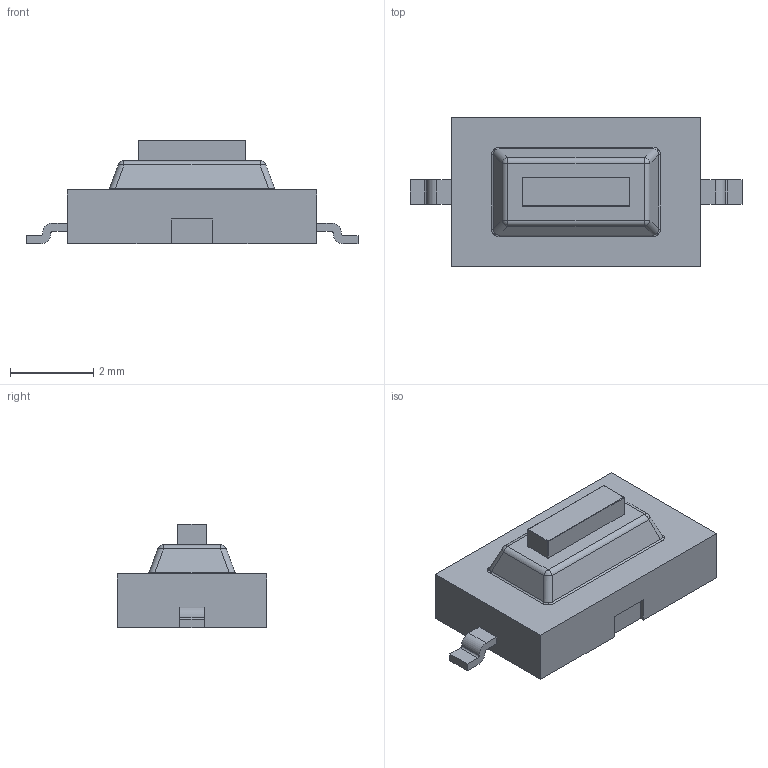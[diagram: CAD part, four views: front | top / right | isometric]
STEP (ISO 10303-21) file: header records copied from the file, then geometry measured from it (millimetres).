
FILE_DESCRIPTION(('FreeCAD Model'),'2;1');
FILE_NAME('User Library-Tact switch 1181_3.step', '2017-05-05T10:19:50',('kicad StepUp'),('ksu MCAD'), 'Open CASCADE STEP processor 6.8','FreeCAD','Unknown');
FILE_SCHEMA(('AUTOMOTIVE_DESIGN_CC2 { 1 2 10303 214 -1 1 5 4 }'));
Length unit declared in the file: millimetre
Products named in the file (2): ASSEMBLY; User_Library-Tact_switch_1181_3
Assembly tree (1 placements, depth 2):
  ASSEMBLY
    User_Library-Tact_switch_1181_3
Bounding box: 8 x 3.6 x 2.5 mm (x, y, z)
Volume: 34 mm3; surface area: 80.4 mm2
Topology: 1 solids, 1 shells, 86 faces, 216 edges, 128 vertices
Faces by surface type: plane 42, cylinder 28, bspline 8, sphere 8
Entity records: 3162 total; most frequent: CARTESIAN_POINT 560, ORIENTED_EDGE 416, DIRECTION 408, EDGE_CURVE 208, AXIS2_PLACEMENT_3D 136, LINE 136, VECTOR 136, VERTEX_POINT 128
